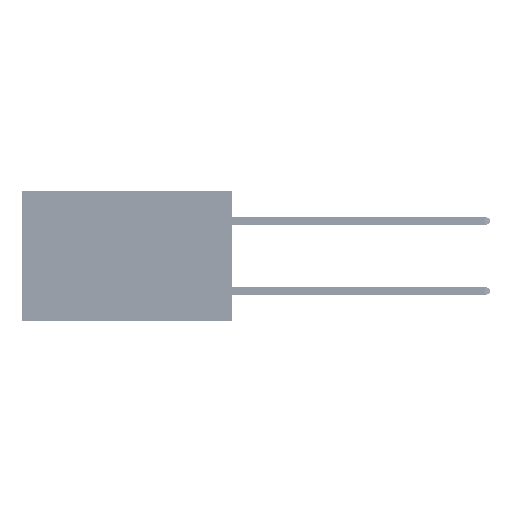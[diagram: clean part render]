
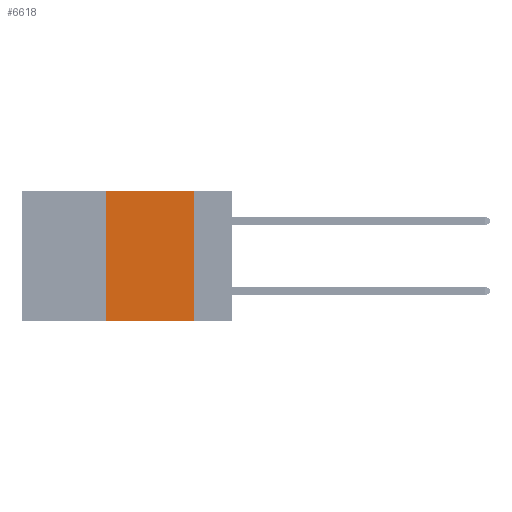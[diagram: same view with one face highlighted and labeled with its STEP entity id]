
A CAD part, left-side view. The second image highlights one B-rep face of the part: STEP entity #6618.
In plain terms, the highlighted planar face has unit normal (-1, 0, 0).
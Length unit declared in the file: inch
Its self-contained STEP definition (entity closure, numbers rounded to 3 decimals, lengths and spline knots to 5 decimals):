
#6033 = VECTOR ( 'NONE', #18736, 39.37008 ) ;
#6618 = ADVANCED_FACE ( 'NONE', ( #18554 ), #17571, .F. ) ;
#9378 = DIRECTION ( 'NONE',  ( 0., 0., -1. ) ) ;
#11008 = CARTESIAN_POINT ( 'NONE',  ( 0., 0.11, 0. ) ) ;
#12498 = CARTESIAN_POINT ( 'NONE',  ( 0., 0.6, -0.37 ) ) ;
#12598 = DIRECTION ( 'NONE',  ( 0., -1., 0. ) ) ;
#15139 = VECTOR ( 'NONE', #16109, 39.37008 ) ;
#15505 = EDGE_CURVE ( 'NONE', #19467, #37251, #41555, .T. ) ;
#16013 = LINE ( 'NONE', #12498, #23521 ) ;
#16109 = DIRECTION ( 'NONE',  ( 0., 0., 1. ) ) ;
#17571 = PLANE ( 'NONE',  #51057 ) ;
#17807 = ORIENTED_EDGE ( 'NONE', *, *, #15505, .F. ) ;
#18503 = EDGE_CURVE ( 'NONE', #40718, #19467, #18918, .T. ) ;
#18554 = FACE_OUTER_BOUND ( 'NONE', #43379, .T. ) ;
#18736 = DIRECTION ( 'NONE',  ( 0., 0., -1. ) ) ;
#18918 = LINE ( 'NONE', #28384, #15139 ) ;
#19212 = LINE ( 'NONE', #11008, #6033 ) ;
#19467 = VERTEX_POINT ( 'NONE', #25700 ) ;
#20260 = ORIENTED_EDGE ( 'NONE', *, *, #21953, .T. ) ;
#21270 = CARTESIAN_POINT ( 'NONE',  ( 0., 0.6, 0. ) ) ;
#21953 = EDGE_CURVE ( 'NONE', #40718, #36643, #16013, .T. ) ;
#23521 = VECTOR ( 'NONE', #44088, 39.37008 ) ;
#25462 = DIRECTION ( 'NONE',  ( 1., 0., 0. ) ) ;
#25700 = CARTESIAN_POINT ( 'NONE',  ( 0., 0.36, 0. ) ) ;
#28384 = CARTESIAN_POINT ( 'NONE',  ( 0., 0.36, 0. ) ) ;
#31613 = ORIENTED_EDGE ( 'NONE', *, *, #41944, .F. ) ;
#36454 = CARTESIAN_POINT ( 'NONE',  ( 0., 0.11, -0.37 ) ) ;
#36491 = VECTOR ( 'NONE', #12598, 39.37008 ) ;
#36643 = VERTEX_POINT ( 'NONE', #36454 ) ;
#36783 = CARTESIAN_POINT ( 'NONE',  ( 0., 0.6, 0. ) ) ;
#37251 = VERTEX_POINT ( 'NONE', #48027 ) ;
#40441 = CARTESIAN_POINT ( 'NONE',  ( 0., 0.36, -0.37 ) ) ;
#40718 = VERTEX_POINT ( 'NONE', #40441 ) ;
#41555 = LINE ( 'NONE', #36783, #36491 ) ;
#41944 = EDGE_CURVE ( 'NONE', #37251, #36643, #19212, .T. ) ;
#43379 = EDGE_LOOP ( 'NONE', ( #31613, #17807, #43667, #20260 ) ) ;
#43667 = ORIENTED_EDGE ( 'NONE', *, *, #18503, .F. ) ;
#44088 = DIRECTION ( 'NONE',  ( 0., -1., 0. ) ) ;
#48027 = CARTESIAN_POINT ( 'NONE',  ( 0., 0.11, 0. ) ) ;
#51057 = AXIS2_PLACEMENT_3D ( 'NONE', #21270, #25462, #9378 ) ;
